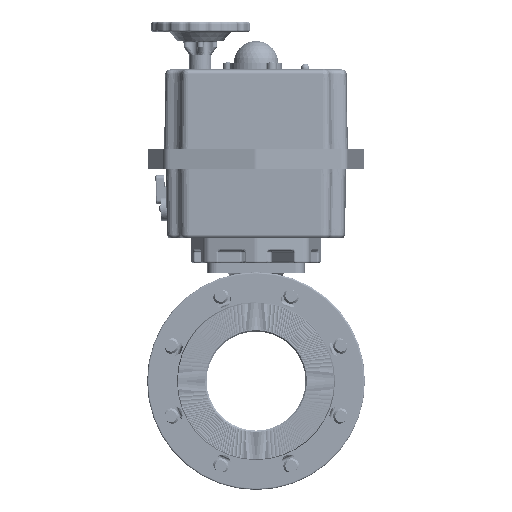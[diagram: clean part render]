
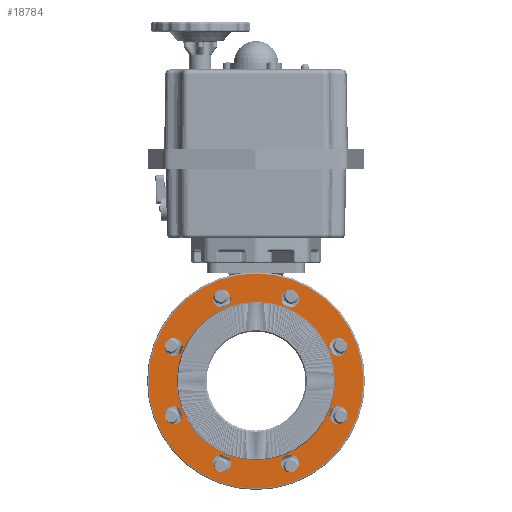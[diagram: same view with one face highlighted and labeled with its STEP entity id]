
A CAD part, left-side view. The second image highlights one B-rep face of the part: STEP entity #18784.
In plain terms, the highlighted planar face has unit normal (-1, 0, 0).
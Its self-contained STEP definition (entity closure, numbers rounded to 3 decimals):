
#18784=ADVANCED_FACE('',(#36654,#36655,#36656,#36657,#36658,#36659,#36660,#36661,#36662,#36663),#36664,.T.);
#36654=FACE_OUTER_BOUND('',#60802,.T.);
#36655=FACE_BOUND('',#60803,.T.);
#36656=FACE_BOUND('',#60804,.T.);
#36657=FACE_BOUND('',#60805,.T.);
#36658=FACE_BOUND('',#60806,.T.);
#36659=FACE_BOUND('',#60807,.T.);
#36660=FACE_BOUND('',#60808,.T.);
#36661=FACE_BOUND('',#60809,.T.);
#36662=FACE_BOUND('',#60810,.T.);
#36663=FACE_BOUND('',#60811,.T.);
#36664=PLANE('',#60812);
#60802=EDGE_LOOP('',(#98029,#98030));
#60803=EDGE_LOOP('',(#98031,#98032));
#60804=EDGE_LOOP('',(#98033,#98034));
#60805=EDGE_LOOP('',(#98035,#98036));
#60806=EDGE_LOOP('',(#98037,#98038));
#60807=EDGE_LOOP('',(#98039,#98040));
#60808=EDGE_LOOP('',(#98041,#98042));
#60809=EDGE_LOOP('',(#98043,#98044));
#60810=EDGE_LOOP('',(#98045,#98046));
#60811=EDGE_LOOP('',(#98047,#98048));
#60812=AXIS2_PLACEMENT_3D('',#98049,#98050,#98051);
#98029=ORIENTED_EDGE('',*,*,#123923,.F.);
#98030=ORIENTED_EDGE('',*,*,#123924,.F.);
#98031=ORIENTED_EDGE('',*,*,#124077,.T.);
#98032=ORIENTED_EDGE('',*,*,#124078,.T.);
#98033=ORIENTED_EDGE('',*,*,#124079,.T.);
#98034=ORIENTED_EDGE('',*,*,#124080,.T.);
#98035=ORIENTED_EDGE('',*,*,#124081,.T.);
#98036=ORIENTED_EDGE('',*,*,#124082,.T.);
#98037=ORIENTED_EDGE('',*,*,#124083,.T.);
#98038=ORIENTED_EDGE('',*,*,#124084,.T.);
#98039=ORIENTED_EDGE('',*,*,#124085,.T.);
#98040=ORIENTED_EDGE('',*,*,#124086,.T.);
#98041=ORIENTED_EDGE('',*,*,#124087,.T.);
#98042=ORIENTED_EDGE('',*,*,#124088,.T.);
#98043=ORIENTED_EDGE('',*,*,#124089,.T.);
#98044=ORIENTED_EDGE('',*,*,#124090,.T.);
#98045=ORIENTED_EDGE('',*,*,#124091,.T.);
#98046=ORIENTED_EDGE('',*,*,#124092,.T.);
#98047=ORIENTED_EDGE('',*,*,#123920,.T.);
#98048=ORIENTED_EDGE('',*,*,#123921,.T.);
#98049=CARTESIAN_POINT('',(-80.,0.,-94.152));
#98050=DIRECTION('',(-1.0,0.0,0.0));
#98051=DIRECTION('',(0.0,0.0,1.0));
#123920=EDGE_CURVE('',#149398,#149399,#149400,.T.);
#123921=EDGE_CURVE('',#149399,#149398,#149401,.T.);
#123923=EDGE_CURVE('',#149403,#149404,#149405,.T.);
#123924=EDGE_CURVE('',#149404,#149403,#149406,.T.);
#124077=EDGE_CURVE('',#149657,#149658,#149659,.T.);
#124078=EDGE_CURVE('',#149658,#149657,#149660,.T.);
#124079=EDGE_CURVE('',#149661,#149662,#149663,.T.);
#124080=EDGE_CURVE('',#149662,#149661,#149664,.T.);
#124081=EDGE_CURVE('',#149665,#149666,#149667,.T.);
#124082=EDGE_CURVE('',#149666,#149665,#149668,.T.);
#124083=EDGE_CURVE('',#149669,#149670,#149671,.T.);
#124084=EDGE_CURVE('',#149670,#149669,#149672,.T.);
#124085=EDGE_CURVE('',#149673,#149674,#149675,.T.);
#124086=EDGE_CURVE('',#149674,#149673,#149676,.T.);
#124087=EDGE_CURVE('',#149677,#149678,#149679,.T.);
#124088=EDGE_CURVE('',#149678,#149677,#149680,.T.);
#124089=EDGE_CURVE('',#149681,#149682,#149683,.T.);
#124090=EDGE_CURVE('',#149682,#149681,#149684,.T.);
#124091=EDGE_CURVE('',#149685,#149686,#149687,.T.);
#124092=EDGE_CURVE('',#149686,#149685,#149688,.T.);
#149398=VERTEX_POINT('',#190544);
#149399=VERTEX_POINT('',#190545);
#149400=CIRCLE('',#190546,79.804);
#149401=CIRCLE('',#190547,79.804);
#149403=VERTEX_POINT('',#190549);
#149404=VERTEX_POINT('',#190550);
#149405=CIRCLE('',#190551,108.5);
#149406=CIRCLE('',#190552,108.5);
#149657=VERTEX_POINT('',#190865);
#149658=VERTEX_POINT('',#190866);
#149659=CIRCLE('',#190867,9.0);
#149660=CIRCLE('',#190868,9.0);
#149661=VERTEX_POINT('',#190869);
#149662=VERTEX_POINT('',#190870);
#149663=CIRCLE('',#190871,9.0);
#149664=CIRCLE('',#190872,9.0);
#149665=VERTEX_POINT('',#190873);
#149666=VERTEX_POINT('',#190874);
#149667=CIRCLE('',#190875,9.0);
#149668=CIRCLE('',#190876,9.0);
#149669=VERTEX_POINT('',#190877);
#149670=VERTEX_POINT('',#190878);
#149671=CIRCLE('',#190879,9.0);
#149672=CIRCLE('',#190880,9.0);
#149673=VERTEX_POINT('',#190881);
#149674=VERTEX_POINT('',#190882);
#149675=CIRCLE('',#190883,9.0);
#149676=CIRCLE('',#190884,9.0);
#149677=VERTEX_POINT('',#190885);
#149678=VERTEX_POINT('',#190886);
#149679=CIRCLE('',#190887,9.0);
#149680=CIRCLE('',#190888,9.0);
#149681=VERTEX_POINT('',#190889);
#149682=VERTEX_POINT('',#190890);
#149683=CIRCLE('',#190891,9.0);
#149684=CIRCLE('',#190892,9.0);
#149685=VERTEX_POINT('',#190893);
#149686=VERTEX_POINT('',#190894);
#149687=CIRCLE('',#190895,9.0);
#149688=CIRCLE('',#190896,9.0);
#190544=CARTESIAN_POINT('',(-80.,0.,79.804));
#190545=CARTESIAN_POINT('',(-80.,0.,-79.804));
#190546=AXIS2_PLACEMENT_3D('',#227610,#227611,#227612);
#190547=AXIS2_PLACEMENT_3D('',#227613,#227614,#227615);
#190549=CARTESIAN_POINT('',(-80.,0.,-108.5));
#190550=CARTESIAN_POINT('',(-80.,0.,108.5));
#190551=AXIS2_PLACEMENT_3D('',#227616,#227617,#227618);
#190552=AXIS2_PLACEMENT_3D('',#227619,#227620,#227621);
#190865=CARTESIAN_POINT('',(-80.,25.442,83.149));
#190866=CARTESIAN_POINT('',(-80.,43.442,83.149));
#190867=AXIS2_PLACEMENT_3D('',#227902,#227903,#227904);
#190868=AXIS2_PLACEMENT_3D('',#227905,#227906,#227907);
#190869=CARTESIAN_POINT('',(-80.,-43.442,83.149));
#190870=CARTESIAN_POINT('',(-80.,-25.442,83.149));
#190871=AXIS2_PLACEMENT_3D('',#227908,#227909,#227910);
#190872=AXIS2_PLACEMENT_3D('',#227911,#227912,#227913);
#190873=CARTESIAN_POINT('',(-80.,74.149,34.442));
#190874=CARTESIAN_POINT('',(-80.,92.149,34.442));
#190875=AXIS2_PLACEMENT_3D('',#227914,#227915,#227916);
#190876=AXIS2_PLACEMENT_3D('',#227917,#227918,#227919);
#190877=CARTESIAN_POINT('',(-80.,-92.149,34.442));
#190878=CARTESIAN_POINT('',(-80.,-74.149,34.442));
#190879=AXIS2_PLACEMENT_3D('',#227920,#227921,#227922);
#190880=AXIS2_PLACEMENT_3D('',#227923,#227924,#227925);
#190881=CARTESIAN_POINT('',(-80.,74.149,-34.442));
#190882=CARTESIAN_POINT('',(-80.,92.149,-34.442));
#190883=AXIS2_PLACEMENT_3D('',#227926,#227927,#227928);
#190884=AXIS2_PLACEMENT_3D('',#227929,#227930,#227931);
#190885=CARTESIAN_POINT('',(-80.,-92.149,-34.442));
#190886=CARTESIAN_POINT('',(-80.,-74.149,-34.442));
#190887=AXIS2_PLACEMENT_3D('',#227932,#227933,#227934);
#190888=AXIS2_PLACEMENT_3D('',#227935,#227936,#227937);
#190889=CARTESIAN_POINT('',(-80.,25.442,-83.149));
#190890=CARTESIAN_POINT('',(-80.,43.442,-83.149));
#190891=AXIS2_PLACEMENT_3D('',#227938,#227939,#227940);
#190892=AXIS2_PLACEMENT_3D('',#227941,#227942,#227943);
#190893=CARTESIAN_POINT('',(-80.,-43.442,-83.149));
#190894=CARTESIAN_POINT('',(-80.,-25.442,-83.149));
#190895=AXIS2_PLACEMENT_3D('',#227944,#227945,#227946);
#190896=AXIS2_PLACEMENT_3D('',#227947,#227948,#227949);
#227610=CARTESIAN_POINT('',(-80.,0.,0.));
#227611=DIRECTION('',(1.0,0.0,0.0));
#227612=DIRECTION('',(0.0,0.0,-1.0));
#227613=CARTESIAN_POINT('',(-80.,0.,0.));
#227614=DIRECTION('',(1.0,0.0,0.0));
#227615=DIRECTION('',(0.0,0.0,-1.0));
#227616=CARTESIAN_POINT('',(-80.,0.,0.));
#227617=DIRECTION('',(1.0,0.0,0.0));
#227618=DIRECTION('',(0.0,0.0,-1.0));
#227619=CARTESIAN_POINT('',(-80.,0.,0.));
#227620=DIRECTION('',(1.0,0.0,0.0));
#227621=DIRECTION('',(0.0,0.0,-1.0));
#227902=CARTESIAN_POINT('',(-80.,34.442,83.149));
#227903=DIRECTION('',(1.0,0.0,0.0));
#227904=DIRECTION('',(0.0,1.0,0.0));
#227905=CARTESIAN_POINT('',(-80.,34.442,83.149));
#227906=DIRECTION('',(1.0,0.0,0.0));
#227907=DIRECTION('',(0.0,1.0,0.0));
#227908=CARTESIAN_POINT('',(-80.,-34.442,83.149));
#227909=DIRECTION('',(1.0,0.0,0.0));
#227910=DIRECTION('',(0.0,1.0,0.0));
#227911=CARTESIAN_POINT('',(-80.,-34.442,83.149));
#227912=DIRECTION('',(1.0,0.0,0.0));
#227913=DIRECTION('',(0.0,1.0,0.0));
#227914=CARTESIAN_POINT('',(-80.,83.149,34.442));
#227915=DIRECTION('',(1.0,0.0,0.0));
#227916=DIRECTION('',(0.0,1.0,0.0));
#227917=CARTESIAN_POINT('',(-80.,83.149,34.442));
#227918=DIRECTION('',(1.0,0.0,0.0));
#227919=DIRECTION('',(0.0,1.0,0.0));
#227920=CARTESIAN_POINT('',(-80.,-83.149,34.442));
#227921=DIRECTION('',(1.0,0.0,0.0));
#227922=DIRECTION('',(0.0,1.0,0.0));
#227923=CARTESIAN_POINT('',(-80.,-83.149,34.442));
#227924=DIRECTION('',(1.0,0.0,0.0));
#227925=DIRECTION('',(0.0,1.0,0.0));
#227926=CARTESIAN_POINT('',(-80.,83.149,-34.442));
#227927=DIRECTION('',(1.0,0.0,0.0));
#227928=DIRECTION('',(0.0,1.0,0.0));
#227929=CARTESIAN_POINT('',(-80.,83.149,-34.442));
#227930=DIRECTION('',(1.0,0.0,0.0));
#227931=DIRECTION('',(0.0,1.0,0.0));
#227932=CARTESIAN_POINT('',(-80.,-83.149,-34.442));
#227933=DIRECTION('',(1.0,0.0,0.0));
#227934=DIRECTION('',(0.0,1.0,0.0));
#227935=CARTESIAN_POINT('',(-80.,-83.149,-34.442));
#227936=DIRECTION('',(1.0,0.0,0.0));
#227937=DIRECTION('',(0.0,1.0,0.0));
#227938=CARTESIAN_POINT('',(-80.,34.442,-83.149));
#227939=DIRECTION('',(1.0,0.0,0.0));
#227940=DIRECTION('',(0.0,1.0,0.0));
#227941=CARTESIAN_POINT('',(-80.,34.442,-83.149));
#227942=DIRECTION('',(1.0,0.0,0.0));
#227943=DIRECTION('',(0.0,1.0,0.0));
#227944=CARTESIAN_POINT('',(-80.,-34.442,-83.149));
#227945=DIRECTION('',(1.0,0.0,0.0));
#227946=DIRECTION('',(0.0,1.0,0.0));
#227947=CARTESIAN_POINT('',(-80.,-34.442,-83.149));
#227948=DIRECTION('',(1.0,0.0,0.0));
#227949=DIRECTION('',(0.0,1.0,0.0));
